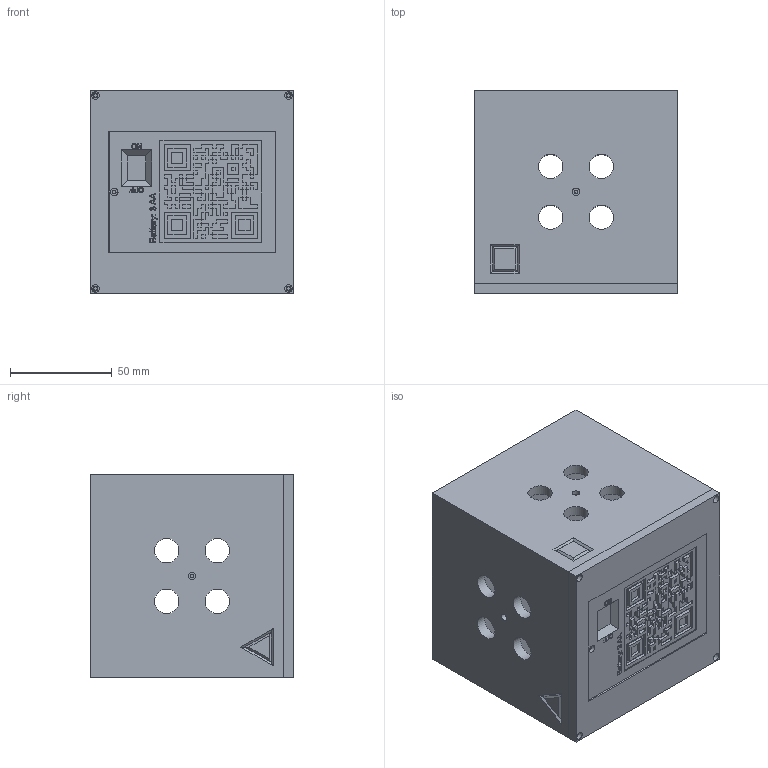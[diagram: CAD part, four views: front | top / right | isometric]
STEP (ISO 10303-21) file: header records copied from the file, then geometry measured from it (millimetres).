
FILE_DESCRIPTION(/* description */ (''),/* implementation_level */ '2;1');
FILE_NAME(/* name */ 'Project Nisky v33.step',/* time_stamp */ '2023-06-20T16:35:10-04:00',/* author */ (''),/* organization */ (''),/* preprocessor_version */ 'ST-DEVELOPER v19.2',/* originating_system */ 'Autodesk Translation Framework v12.6.0.85',/* authorisation */ '');
FILE_SCHEMA (('AUTOMOTIVE_DESIGN { 1 0 10303 214 3 1 1 }'));
Length unit declared in the file: millimetre
Products named in the file (6): Project Nisky; LED_base; Battery_holder; Battery_cover; electronics_holder; QR Code: https://tinyurl.com/47su4mbz
Assembly tree (5 placements, depth 2):
  Project Nisky
    LED_base
    Battery_holder
    Battery_cover
    electronics_holder
    QR Code: https://tinyurl.com/47su4mbz
Bounding box: 100 x 100 x 100 mm (x, y, z)
Volume: 354201.4 mm3; surface area: 164585.5 mm2
Topology: 33 solids, 33 shells, 1303 faces, 3336 edges, 2194 vertices
Faces by surface type: plane 1036, bspline 179, cylinder 80, torus 8
Full cylindrical faces by diameter (mm): 1 x3, 1.75 x18, 2 x12, 2.5 x4, 3.75 x9, 10 x4, 12 x16
Entity records: 41088 total; most frequent: CARTESIAN_POINT 9972, ORIENTED_EDGE 6672, DIRECTION 5426, EDGE_CURVE 3336, LINE 2794, VECTOR 2794, VERTEX_POINT 2194, EDGE_LOOP 1542
